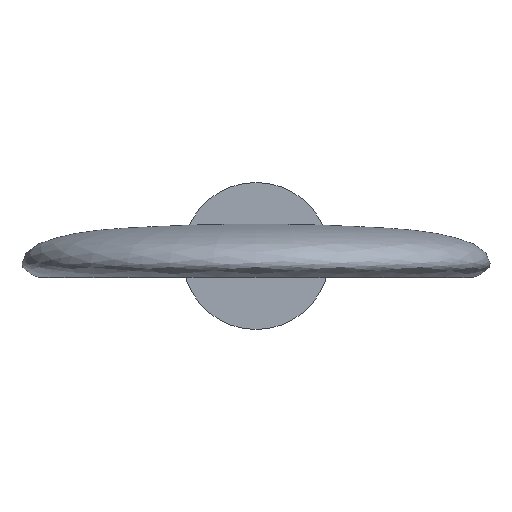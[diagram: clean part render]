
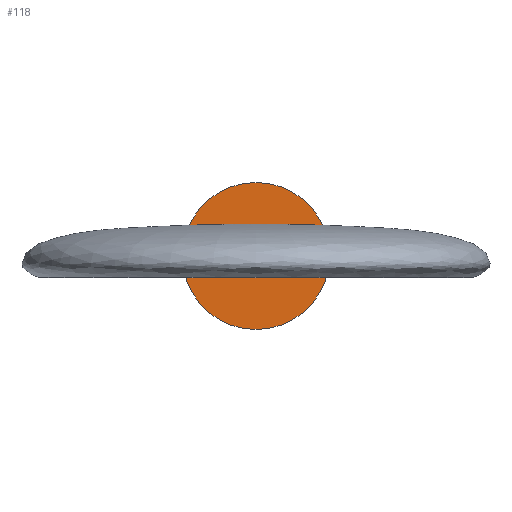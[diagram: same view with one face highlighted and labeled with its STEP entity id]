
A CAD part, top view. The second image highlights one B-rep face of the part: STEP entity #118.
In plain terms, the highlighted planar face has unit normal (0, 0, 1).
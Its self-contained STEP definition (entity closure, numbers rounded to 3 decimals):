
#30=FACE_BOUND('',#45,.T.);
#32=B_SPLINE_CURVE_WITH_KNOTS('',3,(#186,#187,#188,#189,#190,#191,#192,
#193,#194,#195,#196,#197,#198,#199,#200,#201,#202,#203,#204,#205,#206,#207,
#208,#209,#210,#211,#212,#213,#214,#215,#216,#217,#218,#219),
 .UNSPECIFIED.,.F.,.F.,(4,2,2,2,2,2,2,2,2,2,2,2,2,2,2,2,4),(-1.21,
-1.207,-1.132,-1.034,-0.877,
-0.762,-0.728,-0.712,-0.702,
-0.692,-0.68,-0.658,-0.607,
-0.454,-0.377,-0.325,-0.302),
 .UNSPECIFIED.);
#33=B_SPLINE_CURVE_WITH_KNOTS('',3,(#220,#221,#222,#223,#224,#225,#226,
#227,#228,#229,#230,#231,#232,#233,#234,#235,#236,#237,#238,#239,#240,#241,
#242,#243,#244,#245,#246,#247,#248,#249,#250,#251,#252),.UNSPECIFIED.,.F.,
 .F.,(4,2,2,2,3,2,2,2,2,2,2,2,2,2,2,4),(-0.302,-0.28,
-0.228,-0.151,0.,0.053,0.073,
0.085,0.095,0.105,0.122,
0.153,0.276,0.432,0.529,
0.601),.UNSPECIFIED.);
#37=FACE_OUTER_BOUND('',#44,.T.);
#44=EDGE_LOOP('',(#86));
#45=EDGE_LOOP('',(#87,#88));
#53=CIRCLE('',#141,11.);
#59=VERTEX_POINT('',#182);
#60=VERTEX_POINT('',#184);
#61=VERTEX_POINT('',#185);
#71=EDGE_CURVE('',#59,#59,#53,.T.);
#72=EDGE_CURVE('',#60,#61,#32,.T.);
#73=EDGE_CURVE('',#61,#60,#33,.T.);
#86=ORIENTED_EDGE('',*,*,#71,.T.);
#87=ORIENTED_EDGE('',*,*,#72,.F.);
#88=ORIENTED_EDGE('',*,*,#73,.F.);
#116=PLANE('',#140);
#118=ADVANCED_FACE('',(#37,#30),#116,.T.);
#140=AXIS2_PLACEMENT_3D('',#181,#155,#156);
#141=AXIS2_PLACEMENT_3D('',#183,#157,#158);
#155=DIRECTION('center_axis',(0.,0.,1.));
#156=DIRECTION('ref_axis',(1.,0.,0.));
#157=DIRECTION('center_axis',(0.,0.,1.));
#158=DIRECTION('ref_axis',(1.,0.,0.));
#181=CARTESIAN_POINT('Origin',(0.001,3.276,0.4));
#182=CARTESIAN_POINT('',(-10.999,3.276,0.4));
#183=CARTESIAN_POINT('Origin',(0.001,3.276,0.4));
#184=CARTESIAN_POINT('',(0.,1.142,0.4));
#185=CARTESIAN_POINT('',(0.,3.341,0.4));
#186=CARTESIAN_POINT('Ctrl Pts',(0.,1.142,
0.4));
#187=CARTESIAN_POINT('Ctrl Pts',(0.01,1.142,0.4));
#188=CARTESIAN_POINT('Ctrl Pts',(0.019,1.142,0.4));
#189=CARTESIAN_POINT('Ctrl Pts',(0.297,1.142,0.4));
#190=CARTESIAN_POINT('Ctrl Pts',(0.567,1.146,0.4));
#191=CARTESIAN_POINT('Ctrl Pts',(1.184,1.161,0.4));
#192=CARTESIAN_POINT('Ctrl Pts',(1.537,1.176,0.4));
#193=CARTESIAN_POINT('Ctrl Pts',(2.444,1.232,0.4));
#194=CARTESIAN_POINT('Ctrl Pts',(3.051,1.288,0.4));
#195=CARTESIAN_POINT('Ctrl Pts',(4.002,1.44,0.4));
#196=CARTESIAN_POINT('Ctrl Pts',(4.482,1.538,0.4));
#197=CARTESIAN_POINT('Ctrl Pts',(4.932,1.73,0.4));
#198=CARTESIAN_POINT('Ctrl Pts',(5.045,1.788,0.4));
#199=CARTESIAN_POINT('Ctrl Pts',(5.173,1.891,0.4));
#200=CARTESIAN_POINT('Ctrl Pts',(5.211,1.929,0.4));
#201=CARTESIAN_POINT('Ctrl Pts',(5.258,2.001,0.4));
#202=CARTESIAN_POINT('Ctrl Pts',(5.272,2.032,0.4));
#203=CARTESIAN_POINT('Ctrl Pts',(5.287,2.097,0.4));
#204=CARTESIAN_POINT('Ctrl Pts',(5.287,2.129,0.4));
#205=CARTESIAN_POINT('Ctrl Pts',(5.275,2.201,0.4));
#206=CARTESIAN_POINT('Ctrl Pts',(5.258,2.239,0.4));
#207=CARTESIAN_POINT('Ctrl Pts',(5.199,2.333,0.4));
#208=CARTESIAN_POINT('Ctrl Pts',(5.145,2.386,0.4));
#209=CARTESIAN_POINT('Ctrl Pts',(4.96,2.536,0.4));
#210=CARTESIAN_POINT('Ctrl Pts',(4.786,2.623,0.4));
#211=CARTESIAN_POINT('Ctrl Pts',(4.167,2.885,0.4));
#212=CARTESIAN_POINT('Ctrl Pts',(3.475,3.057,0.4));
#213=CARTESIAN_POINT('Ctrl Pts',(2.169,3.235,0.4));
#214=CARTESIAN_POINT('Ctrl Pts',(1.72,3.276,0.4));
#215=CARTESIAN_POINT('Ctrl Pts',(0.984,3.32,0.4));
#216=CARTESIAN_POINT('Ctrl Pts',(0.686,3.332,0.4));
#217=CARTESIAN_POINT('Ctrl Pts',(0.261,3.339,0.4));
#218=CARTESIAN_POINT('Ctrl Pts',(0.13,3.341,0.4));
#219=CARTESIAN_POINT('Ctrl Pts',(0.,3.341,
0.4));
#220=CARTESIAN_POINT('Ctrl Pts',(0.,3.341,
0.4));
#221=CARTESIAN_POINT('Ctrl Pts',(-0.129,3.341,0.4));
#222=CARTESIAN_POINT('Ctrl Pts',(-0.259,3.339,0.4));
#223=CARTESIAN_POINT('Ctrl Pts',(-0.683,3.332,0.4));
#224=CARTESIAN_POINT('Ctrl Pts',(-0.98,3.321,0.4));
#225=CARTESIAN_POINT('Ctrl Pts',(-1.715,3.277,0.4));
#226=CARTESIAN_POINT('Ctrl Pts',(-2.163,3.235,0.4));
#227=CARTESIAN_POINT('Ctrl Pts',(-3.451,3.061,0.4));
#228=CARTESIAN_POINT('Ctrl Pts',(-4.133,2.894,0.4));
#229=CARTESIAN_POINT('Ctrl Pts',(-4.598,2.702,0.4));
#230=CARTESIAN_POINT('Ctrl Pts',(-4.763,2.635,0.4));
#231=CARTESIAN_POINT('Ctrl Pts',(-4.949,2.544,0.4));
#232=CARTESIAN_POINT('Ctrl Pts',(-5.139,2.392,0.4));
#233=CARTESIAN_POINT('Ctrl Pts',(-5.191,2.342,0.4));
#234=CARTESIAN_POINT('Ctrl Pts',(-5.25,2.255,0.4));
#235=CARTESIAN_POINT('Ctrl Pts',(-5.267,2.22,0.4));
#236=CARTESIAN_POINT('Ctrl Pts',(-5.285,2.152,0.4));
#237=CARTESIAN_POINT('Ctrl Pts',(-5.288,2.121,0.4));
#238=CARTESIAN_POINT('Ctrl Pts',(-5.279,2.054,0.4));
#239=CARTESIAN_POINT('Ctrl Pts',(-5.267,2.021,0.4));
#240=CARTESIAN_POINT('Ctrl Pts',(-5.222,1.942,0.4));
#241=CARTESIAN_POINT('Ctrl Pts',(-5.182,1.9,0.4));
#242=CARTESIAN_POINT('Ctrl Pts',(-5.061,1.799,0.4));
#243=CARTESIAN_POINT('Ctrl Pts',(-4.96,1.745,0.4));
#244=CARTESIAN_POINT('Ctrl Pts',(-4.499,1.537,0.4));
#245=CARTESIAN_POINT('Ctrl Pts',(-3.96,1.43,0.4));
#246=CARTESIAN_POINT('Ctrl Pts',(-2.979,1.28,0.4));
#247=CARTESIAN_POINT('Ctrl Pts',(-2.377,1.227,0.4));
#248=CARTESIAN_POINT('Ctrl Pts',(-1.475,1.173,0.4));
#249=CARTESIAN_POINT('Ctrl Pts',(-1.125,1.159,0.4));
#250=CARTESIAN_POINT('Ctrl Pts',(-0.52,1.145,0.4));
#251=CARTESIAN_POINT('Ctrl Pts',(-0.259,1.142,0.4));
#252=CARTESIAN_POINT('Ctrl Pts',(0.,1.142,0.4));
